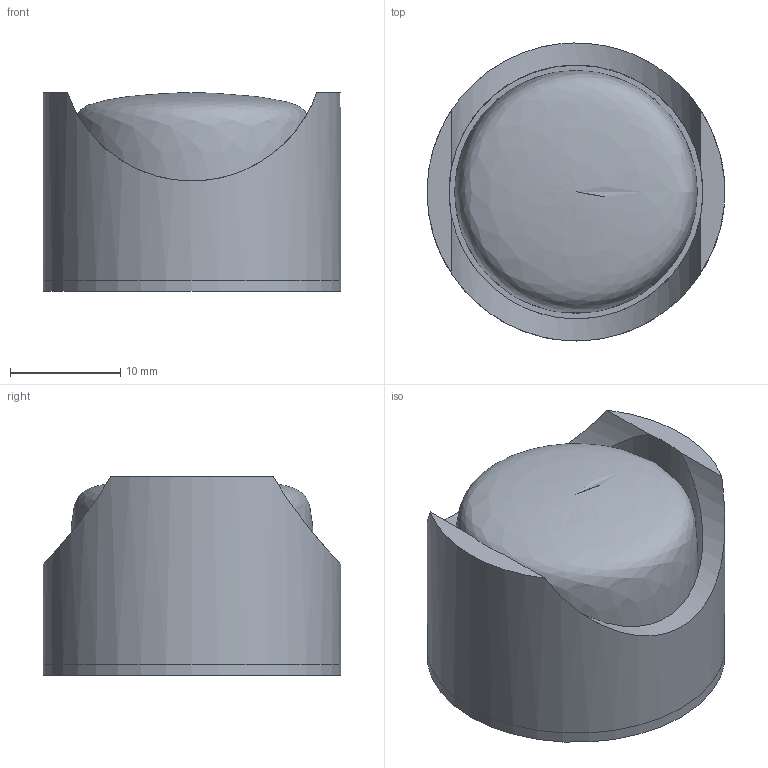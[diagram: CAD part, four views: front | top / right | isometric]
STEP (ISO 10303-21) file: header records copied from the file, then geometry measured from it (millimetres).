
FILE_DESCRIPTION(('FreeCAD Model'),'2;1');
FILE_NAME('Open CASCADE Shape Model','2021-12-12T21:50:30',('Author'),( ''),'Open CASCADE STEP processor 7.4','FreeCAD','Unknown');
FILE_SCHEMA(('AUTOMOTIVE_DESIGN { 1 0 10303 214 1 1 1 1 }'));
Length unit declared in the file: millimetre
Products named in the file (3): Unnamed; Body002; Cover
Assembly tree (2 placements, depth 2):
  Unnamed
    Body002
    Cover
Bounding box: 27 x 27 x 18 mm (x, y, z)
Volume: 4278.5 mm3; surface area: 4847.8 mm2
Topology: 2 solids, 2 shells, 44 faces, 113 edges, 75 vertices
Faces by surface type: plane 28, cylinder 14, cone 1, revolution 1
Full cylindrical faces by diameter (mm): 1.5 x2, 2.15 x1, 2.254 x1, 5 x1, 23 x1, 27 x2
Entity records: 3480 total; most frequent: CARTESIAN_POINT 1132, DIRECTION 422, LINE 241, VECTOR 241, ORIENTED_EDGE 224, PCURVE 224, DEFINITIONAL_REPRESENTATION 224, EDGE_CURVE 112
